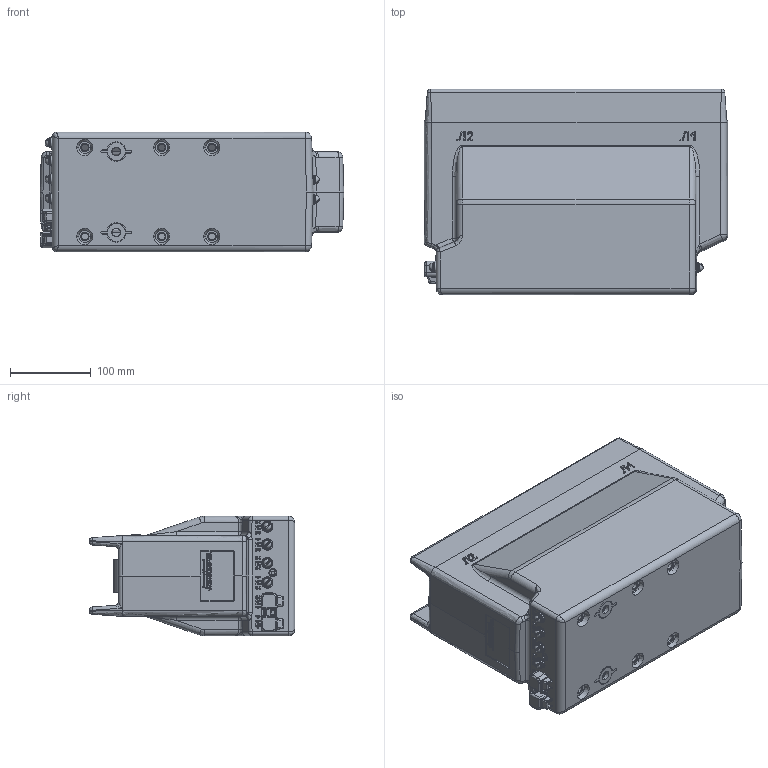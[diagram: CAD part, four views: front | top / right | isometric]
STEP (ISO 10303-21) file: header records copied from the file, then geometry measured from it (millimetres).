
FILE_DESCRIPTION (( 'STEP AP203' ), '1' );
FILE_NAME ('ﾒﾎﾋ-10-Iﾌ-4 (600-1000)ﾀ.STEP', '2018-01-31T09:26:06', ( '' ), ( '' ), 'SwSTEP 2.0', 'SolidWorks 2010', '' );
FILE_SCHEMA (( 'CONFIG_CONTROL_DESIGN' ));
Length unit declared in the file: millimetre
Products named in the file (1): ﾒﾎﾋ-10-Iﾌ-4 (600-1000)ﾀ
Bounding box: 375 x 254 x 148 mm (x, y, z)
Surface area: 362563.5 mm2 (no closed solid volume)
Topology: 0 solids, 76 shells, 896 faces, 3869 edges, 2986 vertices
Faces by surface type: plane 376, cylinder 175, cone 148, bspline 143, sphere 36, torus 18
Entity records: 52080 total; most frequent: CARTESIAN_POINT 23178, ORIENTED_EDGE 5556, DIRECTION 5205, EDGE_CURVE 3849, VERTEX_POINT 2986, LINE 2025, VECTOR 2025, AXIS2_PLACEMENT_3D 1590
